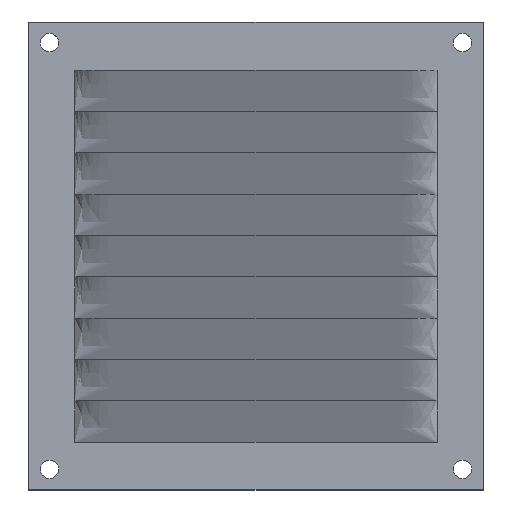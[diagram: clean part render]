
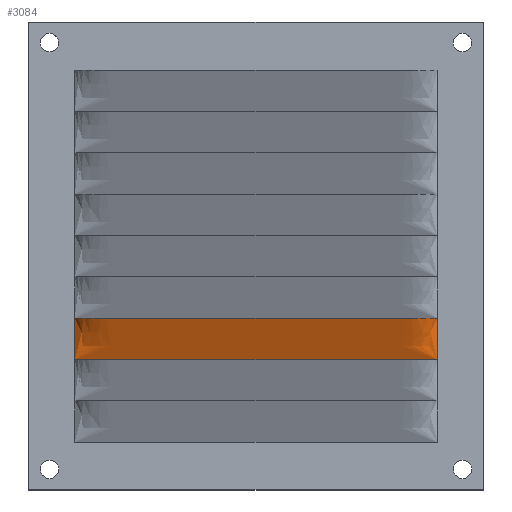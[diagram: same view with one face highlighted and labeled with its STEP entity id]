
A CAD part, top view. The second image highlights one B-rep face of the part: STEP entity #3084.
In plain terms, the highlighted free-form (B-spline) face has degree [3, 3] with [17, 4] control points.
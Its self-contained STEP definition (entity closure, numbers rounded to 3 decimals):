
#1944 = EDGE_CURVE('',#1945,#1947,#1949,.T.);
#1945 = VERTEX_POINT('',#1946);
#1946 = CARTESIAN_POINT('',(83.891,26.793,0.));
#1947 = VERTEX_POINT('',#1948);
#1948 = CARTESIAN_POINT('',(83.891,35.286,0.));
#1949 = B_SPLINE_CURVE_WITH_KNOTS('',3,(#1950,#1951,#1952,#1953),
  .UNSPECIFIED.,.F.,.F.,(4,4),(0.,1.),.PIECEWISE_BEZIER_KNOTS.);
#1950 = CARTESIAN_POINT('',(83.891,26.798,0.));
#1951 = CARTESIAN_POINT('',(83.891,29.626,0.));
#1952 = CARTESIAN_POINT('',(83.891,32.454,0.));
#1953 = CARTESIAN_POINT('',(83.891,35.281,0.));
#2002 = VERTEX_POINT('',#2003);
#2003 = CARTESIAN_POINT('',(9.426,35.281,0.));
#2008 = EDGE_CURVE('',#2002,#2009,#2011,.T.);
#2009 = VERTEX_POINT('',#2010);
#2010 = CARTESIAN_POINT('',(9.426,26.798,0.));
#2011 = B_SPLINE_CURVE_WITH_KNOTS('',1,(#2012,#2013),.UNSPECIFIED.,.F.,
  .F.,(2,2),(0.,9.),.PIECEWISE_BEZIER_KNOTS.);
#2012 = CARTESIAN_POINT('',(9.426,35.281,0.));
#2013 = CARTESIAN_POINT('',(9.426,26.798,0.));
#2940 = EDGE_CURVE('',#2002,#2941,#2943,.T.);
#2941 = VERTEX_POINT('',#2942);
#2942 = CARTESIAN_POINT('',(16.024,35.281,
    3.77));
#2943 = B_SPLINE_CURVE_WITH_KNOTS('',3,(#2944,#2945,#2946,#2947,#2948,
    #2949),.UNSPECIFIED.,.F.,.F.,(4,2,4),(0.,0.5,1.),.UNSPECIFIED.);
#2944 = CARTESIAN_POINT('',(9.426,35.281,0.));
#2945 = CARTESIAN_POINT('',(10.103,35.281,
    1.148));
#2946 = CARTESIAN_POINT('',(11.068,35.281,
    2.1));
#2947 = CARTESIAN_POINT('',(13.381,35.281,
    3.422));
#2948 = CARTESIAN_POINT('',(14.69,35.281,
    3.77));
#2949 = CARTESIAN_POINT('',(16.024,35.281,
    3.77));
#2951 = EDGE_CURVE('',#2941,#2952,#2954,.T.);
#2952 = VERTEX_POINT('',#2953);
#2953 = CARTESIAN_POINT('',(77.293,35.281,
    3.77));
#2954 = B_SPLINE_CURVE_WITH_KNOTS('',3,(#2955,#2956,#2957,#2958),
  .UNSPECIFIED.,.F.,.F.,(4,4),(0.,1.),.PIECEWISE_BEZIER_KNOTS.);
#2955 = CARTESIAN_POINT('',(16.024,35.281,
    3.77));
#2956 = CARTESIAN_POINT('',(36.447,35.281,
    3.77));
#2957 = CARTESIAN_POINT('',(56.87,35.281,
    3.77));
#2958 = CARTESIAN_POINT('',(77.293,35.281,
    3.77));
#2960 = EDGE_CURVE('',#2952,#1947,#2961,.T.);
#2961 = B_SPLINE_CURVE_WITH_KNOTS('',3,(#2962,#2963,#2964,#2965,#2966,
    #2967),.UNSPECIFIED.,.F.,.F.,(4,2,4),(0.,0.5,1.),.UNSPECIFIED.);
#2962 = CARTESIAN_POINT('',(77.293,35.281,
    3.77));
#2963 = CARTESIAN_POINT('',(78.626,35.281,
    3.77));
#2964 = CARTESIAN_POINT('',(79.936,35.281,
    3.422));
#2965 = CARTESIAN_POINT('',(82.249,35.281,
    2.1));
#2966 = CARTESIAN_POINT('',(83.214,35.281,
    1.149));
#2967 = CARTESIAN_POINT('',(83.891,35.281,0.));
#2993 = EDGE_CURVE('',#1945,#2009,#2994,.T.);
#2994 = B_SPLINE_CURVE_WITH_KNOTS('',3,(#2995,#2996,#2997,#2998),
  .UNSPECIFIED.,.F.,.F.,(4,4),(0.,1.),.PIECEWISE_BEZIER_KNOTS.);
#2995 = CARTESIAN_POINT('',(83.891,26.798,0.));
#2996 = CARTESIAN_POINT('',(59.069,26.798,0.));
#2997 = CARTESIAN_POINT('',(34.248,26.798,0.));
#2998 = CARTESIAN_POINT('',(9.426,26.798,0.));
#3084 = ADVANCED_FACE('',(#3085),#3093,.T.);
#3085 = FACE_BOUND('',#3086,.T.);
#3086 = EDGE_LOOP('',(#3087,#3088,#3089,#3090,#3091,#3092));
#3087 = ORIENTED_EDGE('',*,*,#2993,.F.);
#3088 = ORIENTED_EDGE('',*,*,#1944,.T.);
#3089 = ORIENTED_EDGE('',*,*,#2960,.F.);
#3090 = ORIENTED_EDGE('',*,*,#2951,.F.);
#3091 = ORIENTED_EDGE('',*,*,#2940,.F.);
#3092 = ORIENTED_EDGE('',*,*,#2008,.T.);
#3093 = B_SPLINE_SURFACE_WITH_KNOTS('',3,3,(
    (#3094,#3095,#3096,#3097)
    ,(#3098,#3099,#3100,#3101)
    ,(#3102,#3103,#3104,#3105)
    ,(#3106,#3107,#3108,#3109)
    ,(#3110,#3111,#3112,#3113)
    ,(#3114,#3115,#3116,#3117)
    ,(#3118,#3119,#3120,#3121)
    ,(#3122,#3123,#3124,#3125)
    ,(#3126,#3127,#3128,#3129)
    ,(#3130,#3131,#3132,#3133)
    ,(#3134,#3135,#3136,#3137)
    ,(#3138,#3139,#3140,#3141)
    ,(#3142,#3143,#3144,#3145)
    ,(#3146,#3147,#3148,#3149)
    ,(#3150,#3151,#3152,#3153)
    ,(#3154,#3155,#3156,#3157)
    ,(#3158,#3159,#3160,#3161
    )),.UNSPECIFIED.,.F.,.F.,.F.,(4,1,1,1,2,1,1,1,2,1,1,1,4),(4,4),(0.,
    0.013,0.025,0.038,
    0.05,0.15,0.249,0.348,
    0.448,0.46,0.473,0.486,
    0.498),(0.,1.),.UNSPECIFIED.);
#3094 = CARTESIAN_POINT('',(9.426,26.798,0.));
#3095 = CARTESIAN_POINT('',(9.426,29.626,0.));
#3096 = CARTESIAN_POINT('',(9.426,32.454,0.));
#3097 = CARTESIAN_POINT('',(9.426,35.281,0.));
#3098 = CARTESIAN_POINT('',(10.043,26.798,0.));
#3099 = CARTESIAN_POINT('',(9.95,29.626,0.19
    ));
#3100 = CARTESIAN_POINT('',(9.856,32.454,
    0.38));
#3101 = CARTESIAN_POINT('',(9.762,35.281,0.57)
  );
#3102 = CARTESIAN_POINT('',(11.271,26.798,0.));
#3103 = CARTESIAN_POINT('',(11.043,29.626,
    0.543));
#3104 = CARTESIAN_POINT('',(10.815,32.454,
    1.086));
#3105 = CARTESIAN_POINT('',(10.587,35.281,
    1.63));
#3106 = CARTESIAN_POINT('',(13.107,26.798,0.));
#3107 = CARTESIAN_POINT('',(12.805,29.626,
    0.949));
#3108 = CARTESIAN_POINT('',(12.502,32.454,
    1.899));
#3109 = CARTESIAN_POINT('',(12.199,35.281,
    2.848));
#3110 = CARTESIAN_POINT('',(14.952,26.798,0.));
#3111 = CARTESIAN_POINT('',(14.655,29.626,
    1.201));
#3112 = CARTESIAN_POINT('',(14.359,32.454,
    2.403));
#3113 = CARTESIAN_POINT('',(14.062,35.281,
    3.604));
#3114 = CARTESIAN_POINT('',(16.197,26.798,0.));
#3115 = CARTESIAN_POINT('',(15.923,29.626,
    1.257));
#3116 = CARTESIAN_POINT('',(15.649,32.454,
    2.514));
#3117 = CARTESIAN_POINT('',(15.375,35.281,
    3.77));
#3118 = CARTESIAN_POINT('',(21.786,26.798,0.));
#3119 = CARTESIAN_POINT('',(21.572,29.626,
    1.257));
#3120 = CARTESIAN_POINT('',(21.357,32.454,
    2.514));
#3121 = CARTESIAN_POINT('',(21.143,35.281,
    3.77));
#3122 = CARTESIAN_POINT('',(31.724,26.798,0.));
#3123 = CARTESIAN_POINT('',(31.603,29.626,
    1.257));
#3124 = CARTESIAN_POINT('',(31.482,32.454,
    2.514));
#3125 = CARTESIAN_POINT('',(31.361,35.281,
    3.77));
#3126 = CARTESIAN_POINT('',(46.659,26.798,0.));
#3127 = CARTESIAN_POINT('',(46.659,29.626,
    1.257));
#3128 = CARTESIAN_POINT('',(46.659,32.454,
    2.514));
#3129 = CARTESIAN_POINT('',(46.659,35.281,
    3.77));
#3130 = CARTESIAN_POINT('',(61.594,26.798,0.));
#3131 = CARTESIAN_POINT('',(61.715,29.626,
    1.257));
#3132 = CARTESIAN_POINT('',(61.835,32.454,
    2.514));
#3133 = CARTESIAN_POINT('',(61.956,35.281,
    3.77));
#3134 = CARTESIAN_POINT('',(71.531,26.798,0.));
#3135 = CARTESIAN_POINT('',(71.746,29.626,
    1.257));
#3136 = CARTESIAN_POINT('',(71.96,32.454,
    2.514));
#3137 = CARTESIAN_POINT('',(72.174,35.281,
    3.77));
#3138 = CARTESIAN_POINT('',(77.12,26.798,0.));
#3139 = CARTESIAN_POINT('',(77.394,29.626,
    1.257));
#3140 = CARTESIAN_POINT('',(77.668,32.454,
    2.514));
#3141 = CARTESIAN_POINT('',(77.943,35.281,
    3.77));
#3142 = CARTESIAN_POINT('',(78.365,26.798,0.));
#3143 = CARTESIAN_POINT('',(78.662,29.626,
    1.201));
#3144 = CARTESIAN_POINT('',(78.958,32.454,
    2.403));
#3145 = CARTESIAN_POINT('',(79.255,35.281,
    3.604));
#3146 = CARTESIAN_POINT('',(80.21,26.798,0.));
#3147 = CARTESIAN_POINT('',(80.513,29.626,0.949
    ));
#3148 = CARTESIAN_POINT('',(80.815,32.454,
    1.899));
#3149 = CARTESIAN_POINT('',(81.118,35.281,
    2.848));
#3150 = CARTESIAN_POINT('',(82.046,26.798,0.));
#3151 = CARTESIAN_POINT('',(82.274,29.626,0.543
    ));
#3152 = CARTESIAN_POINT('',(82.502,32.454,
    1.086));
#3153 = CARTESIAN_POINT('',(82.73,35.281,
    1.63));
#3154 = CARTESIAN_POINT('',(83.274,26.798,0.));
#3155 = CARTESIAN_POINT('',(83.368,29.626,
    0.19));
#3156 = CARTESIAN_POINT('',(83.461,32.454,
    0.38));
#3157 = CARTESIAN_POINT('',(83.555,35.281,0.57
    ));
#3158 = CARTESIAN_POINT('',(83.891,26.798,0.));
#3159 = CARTESIAN_POINT('',(83.891,29.626,0.));
#3160 = CARTESIAN_POINT('',(83.891,32.454,0.));
#3161 = CARTESIAN_POINT('',(83.891,35.281,0.));
